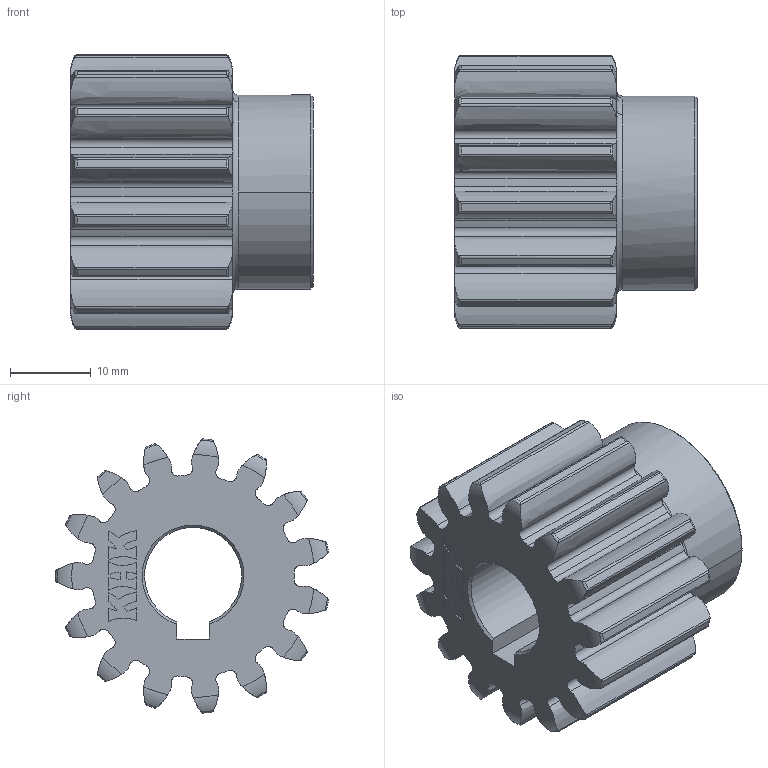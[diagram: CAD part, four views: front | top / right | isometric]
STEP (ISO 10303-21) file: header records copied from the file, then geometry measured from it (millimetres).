
FILE_DESCRIPTION((''),'2;1');
FILE_NAME('MSGA2-15','2022-03-16T',('SYSTEM'),(''),'PRO/ENGINEER BY PARAMETRIC TECHNOLOGY CORPORATION, 2016360','PRO/ENGINEER BY PARAMETRIC TECHNOLOGY CORPORATION, 2016360','');
FILE_SCHEMA(('AUTOMOTIVE_DESIGN { 1 0 10303 214 1 1 1 1 }'));
Length unit declared in the file: millimetre
Products named in the file (1): MSGA2-15
Bounding box: 30 x 33.73 x 33.9 mm (x, y, z)
Volume: 14510.4 mm3; surface area: 6868.9 mm2
Topology: 1 solids, 1 shells, 250 faces, 733 edges, 488 vertices
Faces by surface type: cylinder 117, torus 62, plane 37, extrusion 30, cone 4
Entity records: 13310 total; most frequent: CARTESIAN_POINT 4359, ORIENTED_EDGE 1466, DIRECTION 1188, PRESENTATION_STYLE_ASSIGNMENT 760, STYLED_ITEM 753, CURVE_STYLE 733, EDGE_CURVE 733, VERTEX_POINT 488
